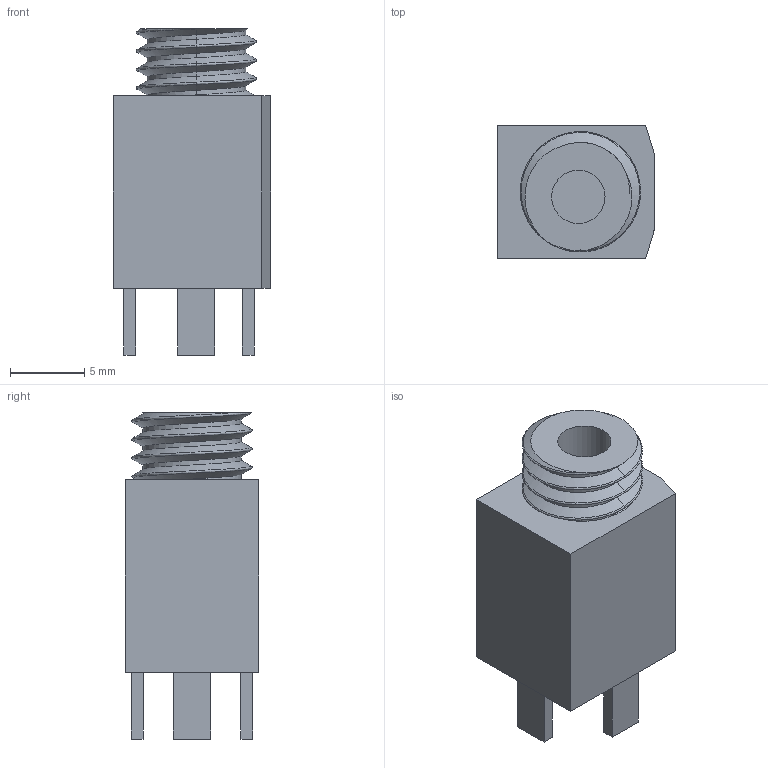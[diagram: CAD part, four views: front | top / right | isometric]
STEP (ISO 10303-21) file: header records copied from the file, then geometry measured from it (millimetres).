
FILE_DESCRIPTION(('FreeCAD Model'),'2;1');
FILE_NAME('Shape0_236490460828.step','2017-06-03T19:02:19',( 'kicad StepUp'),('ksu MCAD'),'Open CASCADE STEP processor 6.9', 'FreeCAD','Unknown');
FILE_SCHEMA(('AUTOMOTIVE_DESIGN_CC2 { 1 2 10303 214 -1 1 5 4 }'));
Length unit declared in the file: millimetre
Products named in the file (2): ASSEMBLY; Shape0_236490460828
Assembly tree (1 placements, depth 2):
  ASSEMBLY
    Shape0_236490460828
Bounding box: 10.6 x 9 x 22 mm (x, y, z)
Volume: 1401.5 mm3; surface area: 1026 mm2
Topology: 1 solids, 1 shells, 50 faces, 115 edges, 69 vertices
Faces by surface type: plane 30, bspline 19, cylinder 1
Full cylindrical faces by diameter (mm): 3.6 x1
Entity records: 3000 total; most frequent: CARTESIAN_POINT 2008, ORIENTED_EDGE 222, DIRECTION 137, EDGE_CURVE 111, VERTEX_POINT 69, LINE 67, VECTOR 67, FACE_BOUND 56
